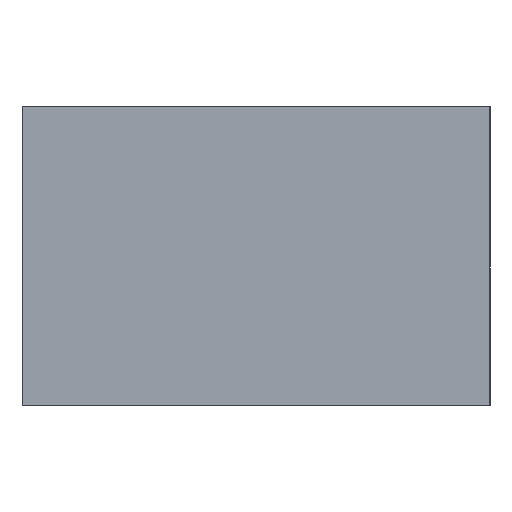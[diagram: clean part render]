
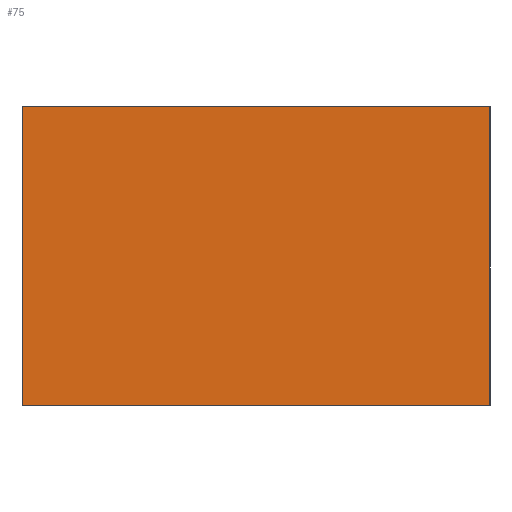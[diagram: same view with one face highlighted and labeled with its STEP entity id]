
A CAD part, left-side view. The second image highlights one B-rep face of the part: STEP entity #75.
In plain terms, the highlighted planar face has unit normal (-1, 0, 0).
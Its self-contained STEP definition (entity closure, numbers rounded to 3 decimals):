
#75 = ADVANCED_FACE( '', ( #91 ), #92, .F. );
#91 = FACE_OUTER_BOUND( '', #126, .T. );
#92 = PLANE( '', #127 );
#126 = EDGE_LOOP( '', ( #161, #162, #163, #164 ) );
#127 = AXIS2_PLACEMENT_3D( '', #165, #166, #167 );
#161 = ORIENTED_EDGE( '', *, *, #274, .T. );
#162 = ORIENTED_EDGE( '', *, *, #275, .F. );
#163 = ORIENTED_EDGE( '', *, *, #276, .F. );
#164 = ORIENTED_EDGE( '', *, *, #277, .T. );
#165 = CARTESIAN_POINT( '', ( -61., 25., 32. ) );
#166 = DIRECTION( '', ( 1., 0., 0. ) );
#167 = DIRECTION( '', ( 0., 1., 0. ) );
#274 = EDGE_CURVE( '', #308, #309, #310, .T. );
#275 = EDGE_CURVE( '', #311, #309, #312, .T. );
#276 = EDGE_CURVE( '', #313, #311, #314, .T. );
#277 = EDGE_CURVE( '', #313, #308, #315, .T. );
#308 = VERTEX_POINT( '', #366 );
#309 = VERTEX_POINT( '', #367 );
#310 = LINE( '', #368, #369 );
#311 = VERTEX_POINT( '', #370 );
#312 = LINE( '', #371, #372 );
#313 = VERTEX_POINT( '', #373 );
#314 = LINE( '', #374, #375 );
#315 = LINE( '', #376, #377 );
#366 = CARTESIAN_POINT( '', ( -61., 25., 0. ) );
#367 = CARTESIAN_POINT( '', ( -61., -25., 0. ) );
#368 = CARTESIAN_POINT( '', ( -61., 25., 0. ) );
#369 = VECTOR( '', #452, 1000. );
#370 = CARTESIAN_POINT( '', ( -61., -25., 32. ) );
#371 = CARTESIAN_POINT( '', ( -61., -25., 32. ) );
#372 = VECTOR( '', #453, 1000. );
#373 = CARTESIAN_POINT( '', ( -61., 25., 32. ) );
#374 = CARTESIAN_POINT( '', ( -61., 25., 32. ) );
#375 = VECTOR( '', #454, 1000. );
#376 = CARTESIAN_POINT( '', ( -61., 25., 32. ) );
#377 = VECTOR( '', #455, 1000. );
#452 = DIRECTION( '', ( 0., -1., 0. ) );
#453 = DIRECTION( '', ( 0., 0., -1. ) );
#454 = DIRECTION( '', ( 0., -1., 0. ) );
#455 = DIRECTION( '', ( 0., 0., -1. ) );
